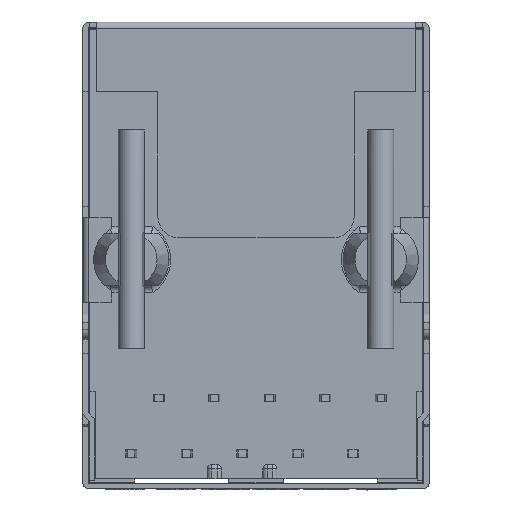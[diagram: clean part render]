
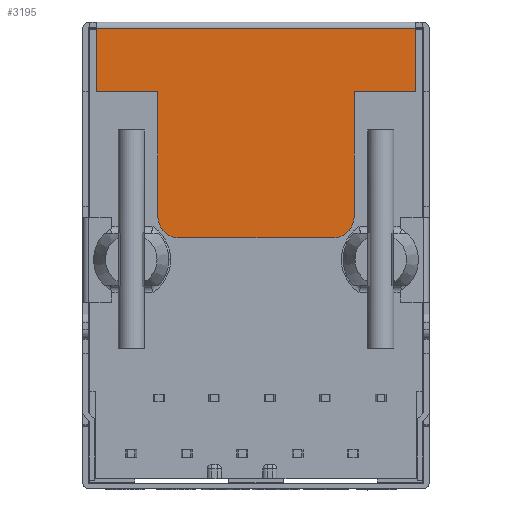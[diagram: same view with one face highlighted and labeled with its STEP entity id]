
A CAD part, front view. The second image highlights one B-rep face of the part: STEP entity #3195.
In plain terms, the highlighted planar face has unit normal (0, -1, 0).
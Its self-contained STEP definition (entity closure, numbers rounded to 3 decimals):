
#70 = VERTEX_POINT ( 'NONE', #12661 ) ;
#263 = VERTEX_POINT ( 'NONE', #7862 ) ;
#390 = EDGE_CURVE ( 'NONE', #3343, #1231, #1674, .T. ) ;
#519 = VERTEX_POINT ( 'NONE', #11268 ) ;
#908 = PLANE ( 'NONE',  #17163 ) ;
#1127 = DIRECTION ( 'NONE',  ( -1., 0., 0. ) ) ;
#1231 = VERTEX_POINT ( 'NONE', #12605 ) ;
#1658 = LINE ( 'NONE', #5504, #17485 ) ;
#1674 = LINE ( 'NONE', #10789, #16187 ) ;
#1683 = EDGE_CURVE ( 'NONE', #70, #263, #9686, .T. ) ;
#1733 = LINE ( 'NONE', #3157, #6203 ) ;
#1756 = ORIENTED_EDGE ( 'NONE', *, *, #390, .F. ) ;
#2043 = LINE ( 'NONE', #3539, #2700 ) ;
#2211 = ORIENTED_EDGE ( 'NONE', *, *, #8492, .F. ) ;
#2446 = DIRECTION ( 'NONE',  ( 1., 0., 0. ) ) ;
#2585 = ORIENTED_EDGE ( 'NONE', *, *, #14090, .F. ) ;
#2700 = VECTOR ( 'NONE', #15832, 1000. ) ;
#3045 = VERTEX_POINT ( 'NONE', #12965 ) ;
#3092 = DIRECTION ( 'NONE',  ( -1., 0., 0. ) ) ;
#3157 = CARTESIAN_POINT ( 'NONE',  ( -0.62, 0., -39.763 ) ) ;
#3162 = CARTESIAN_POINT ( 'NONE',  ( -3.44, 0., -9.9 ) ) ;
#3177 = EDGE_CURVE ( 'NONE', #11591, #519, #13080, .T. ) ;
#3195 = ADVANCED_FACE ( 'NONE', ( #16310 ), #908, .F. ) ;
#3225 = ORIENTED_EDGE ( 'NONE', *, *, #14585, .F. ) ;
#3343 = VERTEX_POINT ( 'NONE', #5399 ) ;
#3426 = EDGE_CURVE ( 'NONE', #3045, #4867, #4782, .T. ) ;
#3427 = AXIS2_PLACEMENT_3D ( 'NONE', #11770, #11574, #17342 ) ;
#3539 = CARTESIAN_POINT ( 'NONE',  ( -15.26, 0., -3.2 ) ) ;
#3736 = CARTESIAN_POINT ( 'NONE',  ( -15.26, 0., -3.2 ) ) ;
#4560 = CARTESIAN_POINT ( 'NONE',  ( -12.44, 0., -3.2 ) ) ;
#4782 = LINE ( 'NONE', #8606, #7539 ) ;
#4867 = VERTEX_POINT ( 'NONE', #15755 ) ;
#4897 = CIRCLE ( 'NONE', #3427, 1. ) ;
#5399 = CARTESIAN_POINT ( 'NONE',  ( -3.44, 0., -3.2 ) ) ;
#5504 = CARTESIAN_POINT ( 'NONE',  ( -15.26, 0., -39.763 ) ) ;
#6203 = VECTOR ( 'NONE', #15369, 1000. ) ;
#6235 = ORIENTED_EDGE ( 'NONE', *, *, #3426, .F. ) ;
#7296 = DIRECTION ( 'NONE',  ( 0., 0., 1. ) ) ;
#7539 = VECTOR ( 'NONE', #15531, 1000. ) ;
#7696 = ORIENTED_EDGE ( 'NONE', *, *, #12956, .T. ) ;
#7844 = ORIENTED_EDGE ( 'NONE', *, *, #3177, .F. ) ;
#7862 = CARTESIAN_POINT ( 'NONE',  ( -12.44, 0., -8.9 ) ) ;
#8140 = EDGE_CURVE ( 'NONE', #1231, #12168, #4897, .T. ) ;
#8492 = EDGE_CURVE ( 'NONE', #12168, #70, #17506, .T. ) ;
#8495 = ORIENTED_EDGE ( 'NONE', *, *, #10803, .F. ) ;
#8606 = CARTESIAN_POINT ( 'NONE',  ( 79.135, 0., -0.28 ) ) ;
#9072 = AXIS2_PLACEMENT_3D ( 'NONE', #11554, #11974, #14325 ) ;
#9272 = CARTESIAN_POINT ( 'NONE',  ( -15.26, 0., -3.2 ) ) ;
#9686 = CIRCLE ( 'NONE', #9072, 1. ) ;
#10789 = CARTESIAN_POINT ( 'NONE',  ( -3.44, 0., -3.2 ) ) ;
#10803 = EDGE_CURVE ( 'NONE', #11631, #3343, #2043, .T. ) ;
#11268 = CARTESIAN_POINT ( 'NONE',  ( -15.26, 0., -3.2 ) ) ;
#11554 = CARTESIAN_POINT ( 'NONE',  ( -11.44, 0., -8.9 ) ) ;
#11574 = DIRECTION ( 'NONE',  ( 0., 1., 0. ) ) ;
#11591 = VERTEX_POINT ( 'NONE', #12478 ) ;
#11631 = VERTEX_POINT ( 'NONE', #17334 ) ;
#11770 = CARTESIAN_POINT ( 'NONE',  ( -4.44, 0., -8.9 ) ) ;
#11974 = DIRECTION ( 'NONE',  ( 0., 1., 0. ) ) ;
#12168 = VERTEX_POINT ( 'NONE', #15452 ) ;
#12478 = CARTESIAN_POINT ( 'NONE',  ( -12.44, 0., -3.2 ) ) ;
#12605 = CARTESIAN_POINT ( 'NONE',  ( -3.44, 0., -8.9 ) ) ;
#12661 = CARTESIAN_POINT ( 'NONE',  ( -11.44, 0., -9.9 ) ) ;
#12949 = VECTOR ( 'NONE', #3092, 1000. ) ;
#12956 = EDGE_CURVE ( 'NONE', #11631, #4867, #1733, .T. ) ;
#12965 = CARTESIAN_POINT ( 'NONE',  ( -15.26, 0., -0.28 ) ) ;
#13080 = LINE ( 'NONE', #3736, #13704 ) ;
#13535 = ORIENTED_EDGE ( 'NONE', *, *, #8140, .F. ) ;
#13704 = VECTOR ( 'NONE', #1127, 1000. ) ;
#14090 = EDGE_CURVE ( 'NONE', #519, #3045, #1658, .T. ) ;
#14325 = DIRECTION ( 'NONE',  ( -1., 0., 0. ) ) ;
#14585 = EDGE_CURVE ( 'NONE', #263, #11591, #16347, .T. ) ;
#15252 = EDGE_LOOP ( 'NONE', ( #2585, #7844, #3225, #17229, #2211, #13535, #1756, #8495, #7696, #6235 ) ) ;
#15369 = DIRECTION ( 'NONE',  ( 0., 0., 1. ) ) ;
#15452 = CARTESIAN_POINT ( 'NONE',  ( -4.44, 0., -9.9 ) ) ;
#15531 = DIRECTION ( 'NONE',  ( 1., 0., 0. ) ) ;
#15755 = CARTESIAN_POINT ( 'NONE',  ( -0.62, 0., -0.28 ) ) ;
#15832 = DIRECTION ( 'NONE',  ( -1., 0., 0. ) ) ;
#16187 = VECTOR ( 'NONE', #16334, 1000. ) ;
#16310 = FACE_OUTER_BOUND ( 'NONE', #15252, .T. ) ;
#16334 = DIRECTION ( 'NONE',  ( 0., 0., -1. ) ) ;
#16347 = LINE ( 'NONE', #4560, #17673 ) ;
#16360 = DIRECTION ( 'NONE',  ( 0., 0., 1. ) ) ;
#17163 = AXIS2_PLACEMENT_3D ( 'NONE', #9272, #17440, #2446 ) ;
#17229 = ORIENTED_EDGE ( 'NONE', *, *, #1683, .F. ) ;
#17334 = CARTESIAN_POINT ( 'NONE',  ( -0.62, 0., -3.2 ) ) ;
#17342 = DIRECTION ( 'NONE',  ( -1., 0., 0. ) ) ;
#17440 = DIRECTION ( 'NONE',  ( 0., 1., 0. ) ) ;
#17485 = VECTOR ( 'NONE', #16360, 1000. ) ;
#17506 = LINE ( 'NONE', #3162, #12949 ) ;
#17673 = VECTOR ( 'NONE', #7296, 1000. ) ;
